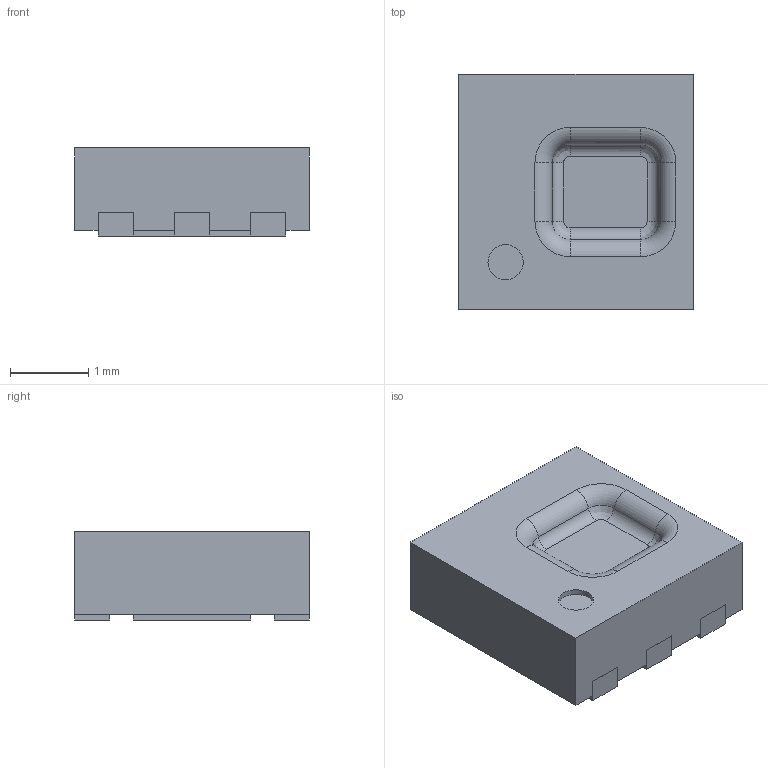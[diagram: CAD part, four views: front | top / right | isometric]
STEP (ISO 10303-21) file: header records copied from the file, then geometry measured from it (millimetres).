
FILE_DESCRIPTION(/* description */ (''),/* implementation_level */ '2;1');
FILE_NAME(/* name */ 'HDC-1080.step',/* time_stamp */ '2022-01-19T18:06:01-03:00',/* author */ (''),/* organization */ (''),/* preprocessor_version */ 'ST-DEVELOPER v18.1',/* originating_system */ 'Autodesk Translation Framework v10.10.0.1391',/* authorisation */ '');
FILE_SCHEMA (('AUTOMOTIVE_DESIGN { 1 0 10303 214 3 1 1 }'));
Length unit declared in the file: millimetre
Products named in the file (1): User Library-User Library-QFN6 v1
Bounding box: 3 x 3 x 1.12 mm (x, y, z)
Volume: 9.3 mm3; surface area: 32.8 mm2
Topology: 1 solids, 1 shells, 66 faces, 175 edges, 114 vertices
Faces by surface type: plane 49, cylinder 9, bspline 4, torus 4
Full cylindrical faces by diameter (mm): 0.45 x1
Entity records: 2341 total; most frequent: CARTESIAN_POINT 567, ORIENTED_EDGE 350, DIRECTION 315, EDGE_CURVE 175, LINE 145, VECTOR 145, VERTEX_POINT 114, AXIS2_PLACEMENT_3D 85
